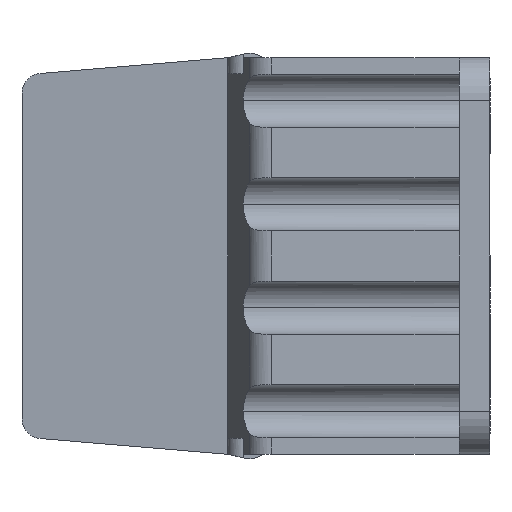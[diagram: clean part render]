
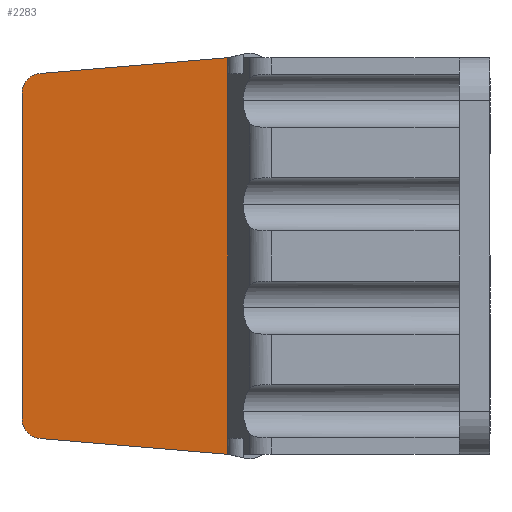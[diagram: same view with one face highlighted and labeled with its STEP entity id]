
A CAD part, front view. The second image highlights one B-rep face of the part: STEP entity #2283.
In plain terms, the highlighted planar face has unit normal (-0.092, -0.996, 0).
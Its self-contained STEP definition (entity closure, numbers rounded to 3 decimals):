
#96=DIRECTION('',(0.,0.,1.));
#97=VECTOR('',#96,0.65);
#98=CARTESIAN_POINT('',(-10.65,-1.225,-8.05));
#99=LINE('',#98,#97);
#100=DIRECTION('',(0.992,-0.092,-0.083));
#101=VECTOR('',#100,7.676);
#102=CARTESIAN_POINT('',(-18.267,-0.518,
-7.411));
#103=LINE('',#102,#101);
#104=CARTESIAN_POINT('',(-19.,-0.45,-6.614));
#105=CARTESIAN_POINT('',(-19.,-0.45,-6.737));
#106=CARTESIAN_POINT('',(-18.95,-0.455,
-6.936));
#107=CARTESIAN_POINT('',(-18.8,-0.469,
-7.166));
#108=CARTESIAN_POINT('',(-18.583,-0.489,
-7.335));
#109=CARTESIAN_POINT('',(-18.389,-0.507,
-7.401));
#110=CARTESIAN_POINT('',(-18.267,-0.518,
-7.411));
#112=DIRECTION('',(0.,0.,1.));
#113=VECTOR('',#112,13.229);
#114=CARTESIAN_POINT('',(-19.,-0.45,-6.614));
#115=LINE('',#114,#113);
#116=CARTESIAN_POINT('',(-18.267,-0.518,
7.411));
#117=CARTESIAN_POINT('',(-18.389,-0.507,
7.401));
#118=CARTESIAN_POINT('',(-18.583,-0.489,
7.335));
#119=CARTESIAN_POINT('',(-18.8,-0.469,
7.166));
#120=CARTESIAN_POINT('',(-18.95,-0.455,
6.936));
#121=CARTESIAN_POINT('',(-19.,-0.45,6.737));
#122=CARTESIAN_POINT('',(-19.,-0.45,6.614));
#124=DIRECTION('',(-0.992,0.092,-0.083));
#125=VECTOR('',#124,7.676);
#126=CARTESIAN_POINT('',(-10.65,-1.225,8.05));
#127=LINE('',#126,#125);
#128=DIRECTION('',(0.,0.,1.));
#129=VECTOR('',#128,0.65);
#130=CARTESIAN_POINT('',(-10.65,-1.225,7.4));
#131=LINE('',#130,#129);
#411=DIRECTION('',(0.,0.,1.));
#412=VECTOR('',#411,14.8);
#413=CARTESIAN_POINT('',(-10.65,-1.225,-7.4));
#414=LINE('',#413,#412);
#1768=VERTEX_POINT('',#104);
#1769=VERTEX_POINT('',#110);
#1774=CARTESIAN_POINT('',(-18.267,-0.518,
7.411));
#1776=VERTEX_POINT('',#1774);
#1778=VERTEX_POINT('',#122);
#2162=CARTESIAN_POINT('',(-10.65,-1.225,-8.05));
#2163=CARTESIAN_POINT('',(-10.65,-1.225,-7.4));
#2164=VERTEX_POINT('',#2162);
#2165=VERTEX_POINT('',#2163);
#2166=CARTESIAN_POINT('',(-10.65,-1.225,7.4));
#2167=CARTESIAN_POINT('',(-10.65,-1.225,8.05));
#2168=VERTEX_POINT('',#2166);
#2169=VERTEX_POINT('',#2167);
#2262=CARTESIAN_POINT('',(-19.,-0.45,-8.05));
#2263=DIRECTION('',(-0.092,-0.996,0.));
#2264=DIRECTION('',(0.996,-0.092,0.));
#2265=AXIS2_PLACEMENT_3D('',#2262,#2263,#2264);
#2266=PLANE('',#2265);
#2268=ORIENTED_EDGE('',*,*,#2267,.F.);
#2269=ORIENTED_EDGE('',*,*,#2224,.F.);
#2270=ORIENTED_EDGE('',*,*,#2253,.F.);
#2272=ORIENTED_EDGE('',*,*,#2271,.T.);
#2274=ORIENTED_EDGE('',*,*,#2273,.F.);
#2276=ORIENTED_EDGE('',*,*,#2275,.F.);
#2278=ORIENTED_EDGE('',*,*,#2277,.F.);
#2280=ORIENTED_EDGE('',*,*,#2279,.F.);
#2281=EDGE_LOOP('',(#2268,#2269,#2270,#2272,#2274,#2276,#2278,#2280));
#2282=FACE_OUTER_BOUND('',#2281,.F.);
#2283=ADVANCED_FACE('',(#2282),#2266,.T.);
#111=B_SPLINE_CURVE_WITH_KNOTS('',3,(#104,#105,#106,#107,#108,#109,#110),
.UNSPECIFIED.,.F.,.F.,(4,1,1,1,4),(0.,0.25,0.5,0.75,1.),
.UNSPECIFIED.);
#123=B_SPLINE_CURVE_WITH_KNOTS('',3,(#116,#117,#118,#119,#120,#121,#122),
.UNSPECIFIED.,.F.,.F.,(4,1,1,1,4),(0.,0.25,0.5,0.75,1.),
.UNSPECIFIED.);
#2224=EDGE_CURVE('',#1769,#2164,#103,.T.);
#2253=EDGE_CURVE('',#1768,#1769,#111,.T.);
#2267=EDGE_CURVE('',#2164,#2165,#99,.T.);
#2271=EDGE_CURVE('',#1768,#1778,#115,.T.);
#2273=EDGE_CURVE('',#1776,#1778,#123,.T.);
#2275=EDGE_CURVE('',#2169,#1776,#127,.T.);
#2277=EDGE_CURVE('',#2168,#2169,#131,.T.);
#2279=EDGE_CURVE('',#2165,#2168,#414,.T.);
